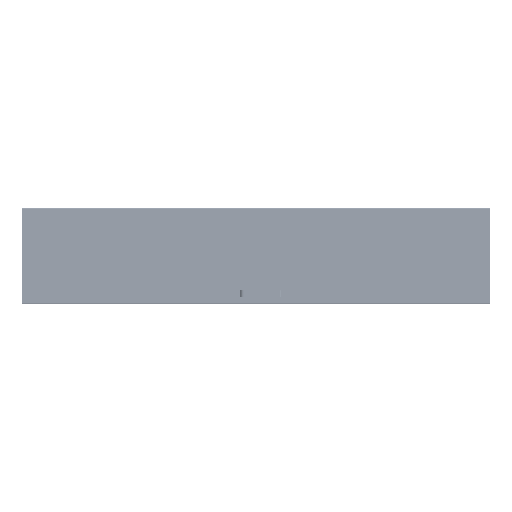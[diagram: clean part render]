
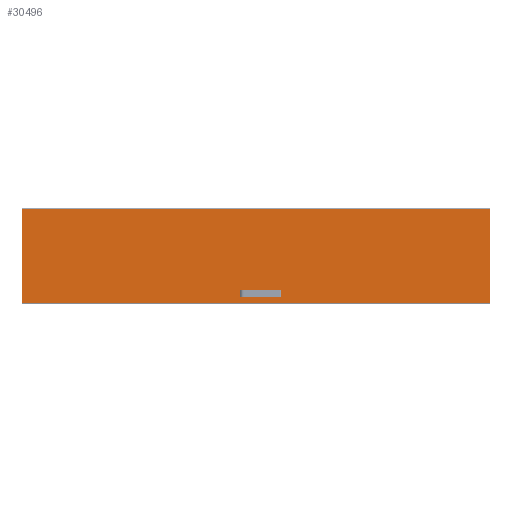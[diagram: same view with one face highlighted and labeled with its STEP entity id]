
A CAD part, top view. The second image highlights one B-rep face of the part: STEP entity #30496.
In plain terms, the highlighted planar face has unit normal (0, 0, 1).
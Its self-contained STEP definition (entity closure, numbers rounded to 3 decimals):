
#3292 = CARTESIAN_POINT ( 'NONE',  ( 54.3, -177., 2. ) ) ;
#4100 = CARTESIAN_POINT ( 'NONE',  ( -37.662, -177., 2. ) ) ;
#4620 = CARTESIAN_POINT ( 'NONE',  ( -1073.9, -217.9, 2. ) ) ;
#5625 = CARTESIAN_POINT ( 'NONE',  ( -54.3, -168., 2. ) ) ;
#7543 = CARTESIAN_POINT ( 'NONE',  ( 54.3, -168., 2. ) ) ;
#7590 = CARTESIAN_POINT ( 'NONE',  ( 1073.9, -217.9, 2. ) ) ;
#7935 = CARTESIAN_POINT ( 'NONE',  ( -14.338, -177., 2. ) ) ;
#8109 = CARTESIAN_POINT ( 'NONE',  ( 1073.9, 217.9, 2. ) ) ;
#8998 = CARTESIAN_POINT ( 'NONE',  ( -14.338, -168., 2. ) ) ;
#9289 = CARTESIAN_POINT ( 'NONE',  ( 14.338, -168., 2. ) ) ;
#9446 = CARTESIAN_POINT ( 'NONE',  ( 58.8, -172.5, 2. ) ) ;
#9769 = CARTESIAN_POINT ( 'NONE',  ( 14.338, -177., 2. ) ) ;
#10389 = CARTESIAN_POINT ( 'NONE',  ( -37.662, -168., 2. ) ) ;
#10556 = CARTESIAN_POINT ( 'NONE',  ( -1073.9, 217.9, 2. ) ) ;
#10689 = CARTESIAN_POINT ( 'NONE',  ( -54.3, -177., 2. ) ) ;
#10956 = CARTESIAN_POINT ( 'NONE',  ( 37.662, -177., 2. ) ) ;
#11166 = CARTESIAN_POINT ( 'NONE',  ( 37.662, -168., 2. ) ) ;
#16285 = CIRCLE ( 'NONE', #30451, 4.5 ) ;
#17655 = CIRCLE ( 'NONE', #32005, 12.5 ) ;
#17672 = VECTOR ( 'NONE', #73531, 1000. ) ;
#17679 = LINE ( 'NONE', #73518, #17672 ) ;
#17717 = CIRCLE ( 'NONE', #29952, 4.5 ) ;
#17747 = CIRCLE ( 'NONE', #31928, 12.5 ) ;
#17753 = VECTOR ( 'NONE', #73534, 1000. ) ;
#17789 = LINE ( 'NONE', #73551, #17753 ) ;
#17799 = LINE ( 'NONE', #72740, #17815 ) ;
#17807 = CIRCLE ( 'NONE', #31929, 12.5 ) ;
#17815 = VECTOR ( 'NONE', #72892, 1000. ) ;
#17832 = LINE ( 'NONE', #72835, #17844 ) ;
#17837 = CIRCLE ( 'NONE', #29954, 12.5 ) ;
#17844 = VECTOR ( 'NONE', #72862, 1000. ) ;
#17859 = CIRCLE ( 'NONE', #29957, 4.5 ) ;
#17885 = VECTOR ( 'NONE', #72898, 1000. ) ;
#17890 = LINE ( 'NONE', #72891, #17885 ) ;
#17905 = VECTOR ( 'NONE', #72688, 1000. ) ;
#17919 = LINE ( 'NONE', #72690, #17927 ) ;
#17927 = VECTOR ( 'NONE', #72893, 1000. ) ;
#17940 = LINE ( 'NONE', #72718, #17954 ) ;
#17942 = LINE ( 'NONE', #72895, #17905 ) ;
#17954 = VECTOR ( 'NONE', #73479, 1000. ) ;
#17957 = VECTOR ( 'NONE', #72715, 1000. ) ;
#17962 = VECTOR ( 'NONE', #72696, 1000. ) ;
#17979 = LINE ( 'NONE', #72708, #17962 ) ;
#18007 = LINE ( 'NONE', #72743, #17957 ) ;
#23494 = VERTEX_POINT ( 'NONE', #10389 ) ;
#23614 = VERTEX_POINT ( 'NONE', #9769 ) ;
#23680 = VERTEX_POINT ( 'NONE', #9446 ) ;
#23926 = VERTEX_POINT ( 'NONE', #8109 ) ;
#24038 = VERTEX_POINT ( 'NONE', #7590 ) ;
#25122 = VERTEX_POINT ( 'NONE', #11166 ) ;
#25184 = VERTEX_POINT ( 'NONE', #10956 ) ;
#25254 = VERTEX_POINT ( 'NONE', #10689 ) ;
#25289 = VERTEX_POINT ( 'NONE', #10556 ) ;
#25589 = VERTEX_POINT ( 'NONE', #7935 ) ;
#25631 = VERTEX_POINT ( 'NONE', #7543 ) ;
#26073 = VERTEX_POINT ( 'NONE', #9289 ) ;
#26111 = VERTEX_POINT ( 'NONE', #5625 ) ;
#26324 = VERTEX_POINT ( 'NONE', #8998 ) ;
#26603 = VERTEX_POINT ( 'NONE', #4620 ) ;
#26652 = VERTEX_POINT ( 'NONE', #4100 ) ;
#26800 = VERTEX_POINT ( 'NONE', #3292 ) ;
#27642 = FACE_OUTER_BOUND ( 'NONE', #71414, .T. ) ;
#27677 = FACE_BOUND ( 'NONE', #71415, .T. ) ;
#29952 = AXIS2_PLACEMENT_3D ( 'NONE', #72697, #72689, #73506 ) ;
#29954 = AXIS2_PLACEMENT_3D ( 'NONE', #72809, #72827, #72832 ) ;
#29957 = AXIS2_PLACEMENT_3D ( 'NONE', #72866, #72884, #72877 ) ;
#30451 = AXIS2_PLACEMENT_3D ( 'NONE', #73461, #73473, #73478 ) ;
#30496 = ADVANCED_FACE ( 'NONE', ( #27677, #27642 ), #34685, .T. ) ;
#31928 = AXIS2_PLACEMENT_3D ( 'NONE', #73609, #73599, #73594 ) ;
#31929 = AXIS2_PLACEMENT_3D ( 'NONE', #72839, #72745, #72735 ) ;
#32005 = AXIS2_PLACEMENT_3D ( 'NONE', #73530, #73532, #73533 ) ;
#34678 = DIRECTION ( 'NONE',  ( 1., 0., 0. ) ) ;
#34679 = DIRECTION ( 'NONE',  ( 0., 0., 1. ) ) ;
#34685 = PLANE ( 'NONE',  #41404 ) ;
#34693 = CARTESIAN_POINT ( 'NONE',  ( -1074., -218., 2. ) ) ;
#35728 = EDGE_CURVE ( 'NONE', #24038, #23926, #17979, .T. ) ;
#35729 = EDGE_CURVE ( 'NONE', #23926, #25289, #18007, .T. ) ;
#35732 = EDGE_CURVE ( 'NONE', #26603, #24038, #17940, .T. ) ;
#35736 = EDGE_CURVE ( 'NONE', #25289, #26603, #17919, .T. ) ;
#35739 = EDGE_CURVE ( 'NONE', #25184, #26800, #17942, .T. ) ;
#35742 = EDGE_CURVE ( 'NONE', #25589, #23614, #17890, .T. ) ;
#35746 = EDGE_CURVE ( 'NONE', #26800, #23680, #17859, .T. ) ;
#35751 = EDGE_CURVE ( 'NONE', #23614, #25184, #17837, .T. ) ;
#35755 = EDGE_CURVE ( 'NONE', #25631, #25122, #17832, .T. ) ;
#35759 = EDGE_CURVE ( 'NONE', #25122, #26073, #17807, .T. ) ;
#35762 = EDGE_CURVE ( 'NONE', #23494, #26111, #17799, .T. ) ;
#35776 = EDGE_CURVE ( 'NONE', #26652, #25589, #17747, .T. ) ;
#35779 = EDGE_CURVE ( 'NONE', #25254, #26652, #17789, .T. ) ;
#35783 = EDGE_CURVE ( 'NONE', #26111, #25254, #17717, .T. ) ;
#35795 = EDGE_CURVE ( 'NONE', #26073, #26324, #17679, .T. ) ;
#35797 = EDGE_CURVE ( 'NONE', #26324, #23494, #17655, .T. ) ;
#36269 = EDGE_CURVE ( 'NONE', #23680, #25631, #16285, .T. ) ;
#41404 = AXIS2_PLACEMENT_3D ( 'NONE', #34693, #34679, #34678 ) ;
#42467 = ORIENTED_EDGE ( 'NONE', *, *, #35776, .F. ) ;
#42468 = ORIENTED_EDGE ( 'NONE', *, *, #35779, .F. ) ;
#42469 = ORIENTED_EDGE ( 'NONE', *, *, #35783, .F. ) ;
#42470 = ORIENTED_EDGE ( 'NONE', *, *, #35762, .F. ) ;
#42471 = ORIENTED_EDGE ( 'NONE', *, *, #35797, .F. ) ;
#42472 = ORIENTED_EDGE ( 'NONE', *, *, #35795, .F. ) ;
#42473 = ORIENTED_EDGE ( 'NONE', *, *, #35759, .F. ) ;
#42474 = ORIENTED_EDGE ( 'NONE', *, *, #35755, .F. ) ;
#42475 = ORIENTED_EDGE ( 'NONE', *, *, #36269, .F. ) ;
#42476 = ORIENTED_EDGE ( 'NONE', *, *, #35746, .F. ) ;
#42477 = ORIENTED_EDGE ( 'NONE', *, *, #35739, .F. ) ;
#42478 = ORIENTED_EDGE ( 'NONE', *, *, #35751, .F. ) ;
#42479 = ORIENTED_EDGE ( 'NONE', *, *, #35742, .F. ) ;
#42480 = ORIENTED_EDGE ( 'NONE', *, *, #35736, .T. ) ;
#42481 = ORIENTED_EDGE ( 'NONE', *, *, #35732, .T. ) ;
#42482 = ORIENTED_EDGE ( 'NONE', *, *, #35728, .T. ) ;
#42483 = ORIENTED_EDGE ( 'NONE', *, *, #35729, .T. ) ;
#71414 = EDGE_LOOP ( 'NONE', ( #42480, #42481, #42482, #42483 ) ) ;
#71415 = EDGE_LOOP ( 'NONE', ( #42467, #42468, #42469, #42470, #42471, #42472, #42473, #42474, #42475, #42476, #42477, #42478, #42479 ) ) ;
#72688 = DIRECTION ( 'NONE',  ( 1., 0., 0. ) ) ;
#72689 = DIRECTION ( 'NONE',  ( 0., 0., 1. ) ) ;
#72690 = CARTESIAN_POINT ( 'NONE',  ( -1073.9, 218., 2. ) ) ;
#72696 = DIRECTION ( 'NONE',  ( 0., 1., 0. ) ) ;
#72697 = CARTESIAN_POINT ( 'NONE',  ( -54.3, -172.5, 2. ) ) ;
#72708 = CARTESIAN_POINT ( 'NONE',  ( 1073.9, -218., 2. ) ) ;
#72715 = DIRECTION ( 'NONE',  ( -1., 0., 0. ) ) ;
#72718 = CARTESIAN_POINT ( 'NONE',  ( -1073.9, -217.9, 2. ) ) ;
#72735 = DIRECTION ( 'NONE',  ( -1., 0., 0. ) ) ;
#72740 = CARTESIAN_POINT ( 'NONE',  ( -37.662, -168., 2. ) ) ;
#72743 = CARTESIAN_POINT ( 'NONE',  ( 1073.9, 217.9, 2. ) ) ;
#72745 = DIRECTION ( 'NONE',  ( 0., 0., 1. ) ) ;
#72809 = CARTESIAN_POINT ( 'NONE',  ( 26., -172.5, 2. ) ) ;
#72827 = DIRECTION ( 'NONE',  ( 0., 0., 1. ) ) ;
#72832 = DIRECTION ( 'NONE',  ( -1., 0., 0. ) ) ;
#72835 = CARTESIAN_POINT ( 'NONE',  ( 37.662, -168., 2. ) ) ;
#72839 = CARTESIAN_POINT ( 'NONE',  ( 26., -172.5, 2. ) ) ;
#72862 = DIRECTION ( 'NONE',  ( -1., 0., 0. ) ) ;
#72866 = CARTESIAN_POINT ( 'NONE',  ( 54.3, -172.5, 2. ) ) ;
#72877 = DIRECTION ( 'NONE',  ( -1., 0., 0. ) ) ;
#72884 = DIRECTION ( 'NONE',  ( 0., 0., 1. ) ) ;
#72891 = CARTESIAN_POINT ( 'NONE',  ( -14.338, -177., 2. ) ) ;
#72892 = DIRECTION ( 'NONE',  ( -1., 0., 0. ) ) ;
#72893 = DIRECTION ( 'NONE',  ( 0., -1., 0. ) ) ;
#72895 = CARTESIAN_POINT ( 'NONE',  ( 37.662, -177., 2. ) ) ;
#72898 = DIRECTION ( 'NONE',  ( 1., 0., 0. ) ) ;
#73461 = CARTESIAN_POINT ( 'NONE',  ( 54.3, -172.5, 2. ) ) ;
#73473 = DIRECTION ( 'NONE',  ( 0., 0., 1. ) ) ;
#73478 = DIRECTION ( 'NONE',  ( -1., 0., 0. ) ) ;
#73479 = DIRECTION ( 'NONE',  ( 1., 0., 0. ) ) ;
#73506 = DIRECTION ( 'NONE',  ( 1., 0., 0. ) ) ;
#73518 = CARTESIAN_POINT ( 'NONE',  ( -14.338, -168., 2. ) ) ;
#73530 = CARTESIAN_POINT ( 'NONE',  ( -26., -172.5, 2. ) ) ;
#73531 = DIRECTION ( 'NONE',  ( -1., 0., 0. ) ) ;
#73532 = DIRECTION ( 'NONE',  ( 0., 0., 1. ) ) ;
#73533 = DIRECTION ( 'NONE',  ( 1., 0., 0. ) ) ;
#73534 = DIRECTION ( 'NONE',  ( 1., 0., 0. ) ) ;
#73551 = CARTESIAN_POINT ( 'NONE',  ( -37.662, -177., 2. ) ) ;
#73594 = DIRECTION ( 'NONE',  ( 1., 0., 0. ) ) ;
#73599 = DIRECTION ( 'NONE',  ( 0., 0., 1. ) ) ;
#73609 = CARTESIAN_POINT ( 'NONE',  ( -26., -172.5, 2. ) ) ;
